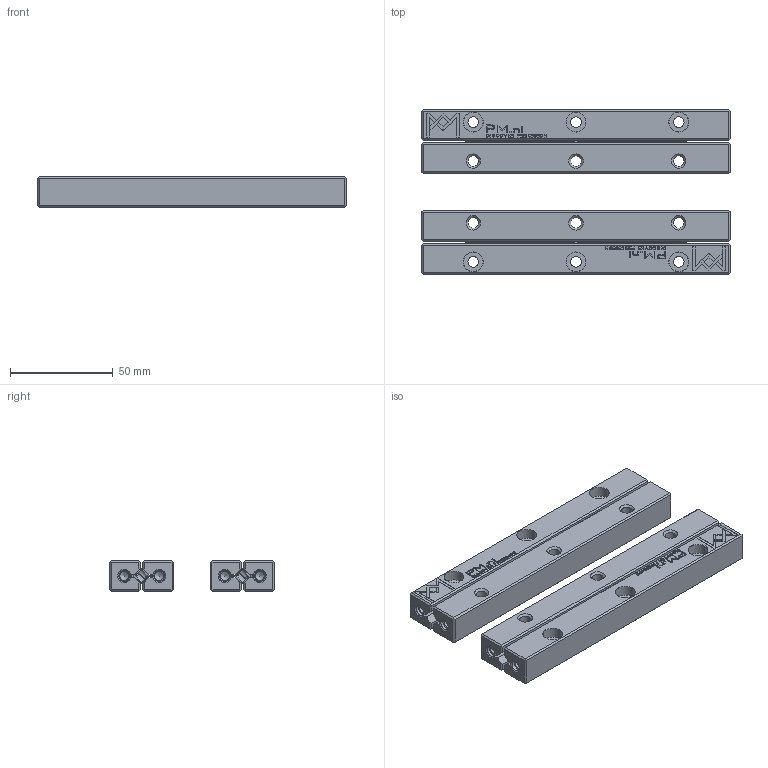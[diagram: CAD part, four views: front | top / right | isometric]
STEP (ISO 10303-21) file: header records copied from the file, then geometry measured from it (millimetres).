
FILE_DESCRIPTION(/* description */ (''),/* implementation_level */ '2;1');
FILE_NAME(/* name */ 'Set RSDE-6150x14KRE-ACC_stp.stp',/* time_stamp */ '2025-03-12T15:35:15+01:00',/* author */ (''),/* organization */ (''),/* preprocessor_version */ 'ST-DEVELOPER v16.7',/* originating_system */ 'SIEMENS PLM Software NX 12.0',/* authorisation */ '');
FILE_SCHEMA (('AUTOMOTIVE_DESIGN { 1 0 10303 214 3 1 1 1 }'));
Products named in the file (1): Set RSDE-6150x14KRE-ACC_stp
Bounding box: 150 x 80 x 15 mm (x, y, z)
Volume: 120977.8 mm3; surface area: 58418.8 mm2
Topology: 44 solids, 44 shells, 3881 faces, 10608 edges, 6991 vertices
Faces by surface type: plane 2300, cylinder 748, bspline 472, cone 172, extrusion 124, torus 65
Full cylindrical faces by diameter (mm): 0.8 x128, 2 x8, 4 x28, 4.3 x8, 5.2 x20, 6 x28, 9.5 x12
Entity records: 137598 total; most frequent: CARTESIAN_POINT 35897, ORIENTED_EDGE 20208, DIRECTION 16810, EDGE_CURVE 10104, VECTOR 7016, VERTEX_POINT 6908, LINE 6892, AXIS2_PLACEMENT_3D 4897
